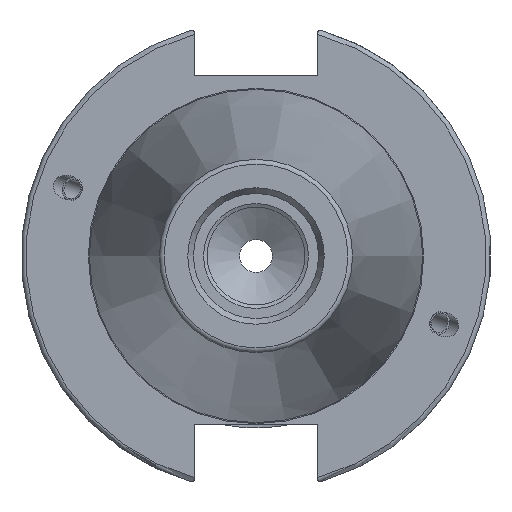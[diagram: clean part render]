
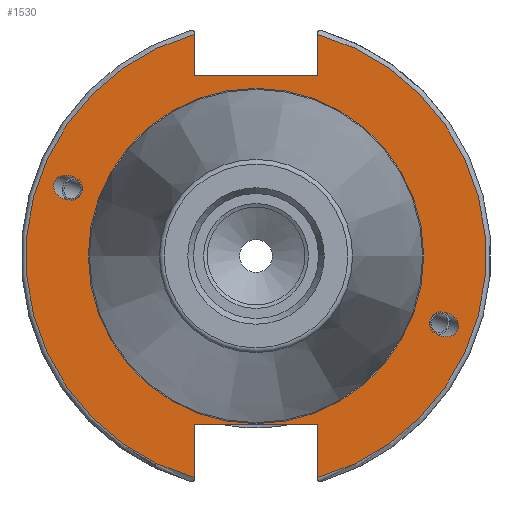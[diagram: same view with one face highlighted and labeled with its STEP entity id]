
A CAD part, left-side view. The second image highlights one B-rep face of the part: STEP entity #1530.
In plain terms, the highlighted planar face has unit normal (-1, 0, 0).
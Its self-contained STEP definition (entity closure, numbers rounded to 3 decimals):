
#41=ELLIPSE('',#1691,3.052,2.5);
#50=ELLIPSE('',#1714,3.052,2.5);
#62=FACE_BOUND('',#296,.T.);
#63=FACE_BOUND('',#297,.T.);
#64=FACE_BOUND('',#298,.T.);
#76=PLANE('',#1724);
#195=FACE_OUTER_BOUND('',#295,.T.);
#295=EDGE_LOOP('',(#1221,#1222,#1223,#1224,#1225,#1226,#1227,#1228));
#296=EDGE_LOOP('',(#1229));
#297=EDGE_LOOP('',(#1230));
#298=EDGE_LOOP('',(#1231));
#382=LINE('',#2659,#465);
#383=LINE('',#2661,#466);
#384=LINE('',#2663,#467);
#385=LINE('',#2667,#468);
#386=LINE('',#2669,#469);
#387=LINE('',#2670,#470);
#465=VECTOR('',#2096,10.);
#466=VECTOR('',#2097,10.);
#467=VECTOR('',#2098,10.);
#468=VECTOR('',#2101,10.);
#469=VECTOR('',#2102,10.);
#470=VECTOR('',#2103,10.);
#570=CIRCLE('',#1722,35.125);
#572=CIRCLE('',#1725,48.213);
#573=CIRCLE('',#1726,48.213);
#666=VERTEX_POINT('',#2550);
#681=VERTEX_POINT('',#2635);
#686=VERTEX_POINT('',#2650);
#687=VERTEX_POINT('',#2655);
#688=VERTEX_POINT('',#2656);
#689=VERTEX_POINT('',#2658);
#690=VERTEX_POINT('',#2660);
#691=VERTEX_POINT('',#2662);
#692=VERTEX_POINT('',#2664);
#693=VERTEX_POINT('',#2666);
#694=VERTEX_POINT('',#2668);
#849=EDGE_CURVE('',#666,#666,#41,.T.);
#872=EDGE_CURVE('',#681,#681,#50,.T.);
#879=EDGE_CURVE('',#686,#686,#570,.T.);
#881=EDGE_CURVE('',#687,#688,#572,.T.);
#882=EDGE_CURVE('',#687,#689,#382,.T.);
#883=EDGE_CURVE('',#689,#690,#383,.T.);
#884=EDGE_CURVE('',#690,#691,#384,.T.);
#885=EDGE_CURVE('',#692,#691,#573,.T.);
#886=EDGE_CURVE('',#692,#693,#385,.T.);
#887=EDGE_CURVE('',#693,#694,#386,.T.);
#888=EDGE_CURVE('',#694,#688,#387,.T.);
#1221=ORIENTED_EDGE('',*,*,#881,.F.);
#1222=ORIENTED_EDGE('',*,*,#882,.T.);
#1223=ORIENTED_EDGE('',*,*,#883,.T.);
#1224=ORIENTED_EDGE('',*,*,#884,.T.);
#1225=ORIENTED_EDGE('',*,*,#885,.F.);
#1226=ORIENTED_EDGE('',*,*,#886,.T.);
#1227=ORIENTED_EDGE('',*,*,#887,.T.);
#1228=ORIENTED_EDGE('',*,*,#888,.T.);
#1229=ORIENTED_EDGE('',*,*,#849,.T.);
#1230=ORIENTED_EDGE('',*,*,#872,.T.);
#1231=ORIENTED_EDGE('',*,*,#879,.F.);
#1530=ADVANCED_FACE('',(#195,#62,#63,#64),#76,.T.);
#1691=AXIS2_PLACEMENT_3D('',#2552,#2017,#2018);
#1714=AXIS2_PLACEMENT_3D('',#2637,#2070,#2071);
#1722=AXIS2_PLACEMENT_3D('',#2652,#2088,#2089);
#1724=AXIS2_PLACEMENT_3D('',#2654,#2092,#2093);
#1725=AXIS2_PLACEMENT_3D('',#2657,#2094,#2095);
#1726=AXIS2_PLACEMENT_3D('',#2665,#2099,#2100);
#2017=DIRECTION('center_axis',(1.,0.,0.));
#2018=DIRECTION('ref_axis',(0.,-0.94,-0.342));
#2070=DIRECTION('center_axis',(1.,0.,0.));
#2071=DIRECTION('ref_axis',(0.,0.94,0.342));
#2088=DIRECTION('center_axis',(-1.,0.,0.));
#2089=DIRECTION('ref_axis',(0.,-1.,0.));
#2092=DIRECTION('center_axis',(-1.,0.,0.));
#2093=DIRECTION('ref_axis',(0.,0.,1.));
#2094=DIRECTION('center_axis',(1.,0.,0.));
#2095=DIRECTION('ref_axis',(0.,-1.,0.));
#2096=DIRECTION('',(0.,0.,-1.));
#2097=DIRECTION('',(0.,1.,0.));
#2098=DIRECTION('',(0.,0.,1.));
#2099=DIRECTION('center_axis',(1.,0.,0.));
#2100=DIRECTION('ref_axis',(0.,1.,0.));
#2101=DIRECTION('',(0.,0.,1.));
#2102=DIRECTION('',(0.,-1.,0.));
#2103=DIRECTION('',(0.,0.,-1.));
#2550=CARTESIAN_POINT('',(3.175,-36.599,-13.321));
#2552=CARTESIAN_POINT('Origin',(3.175,-39.467,-14.365));
#2635=CARTESIAN_POINT('',(3.175,36.599,13.321));
#2637=CARTESIAN_POINT('Origin',(3.175,39.467,14.365));
#2650=CARTESIAN_POINT('',(3.175,0.,35.125));
#2652=CARTESIAN_POINT('Origin',(3.175,0.,0.));
#2654=CARTESIAN_POINT('Origin',(3.175,49.213,0.));
#2655=CARTESIAN_POINT('',(3.175,-12.95,46.441));
#2656=CARTESIAN_POINT('',(3.175,-12.95,-46.441));
#2657=CARTESIAN_POINT('Origin',(3.175,0.,0.));
#2658=CARTESIAN_POINT('',(3.175,-12.95,37.719));
#2659=CARTESIAN_POINT('',(3.175,-12.95,18.86));
#2660=CARTESIAN_POINT('',(3.175,12.95,37.719));
#2661=CARTESIAN_POINT('',(3.175,24.606,37.719));
#2662=CARTESIAN_POINT('',(3.175,12.95,46.441));
#2663=CARTESIAN_POINT('',(3.175,12.95,18.86));
#2664=CARTESIAN_POINT('',(3.175,12.95,-46.441));
#2665=CARTESIAN_POINT('Origin',(3.175,0.,0.));
#2666=CARTESIAN_POINT('',(3.175,12.95,-35.306));
#2667=CARTESIAN_POINT('',(3.175,12.95,-17.653));
#2668=CARTESIAN_POINT('',(3.175,-12.95,-35.306));
#2669=CARTESIAN_POINT('',(3.175,24.606,-35.306));
#2670=CARTESIAN_POINT('',(3.175,-12.95,-17.653));
